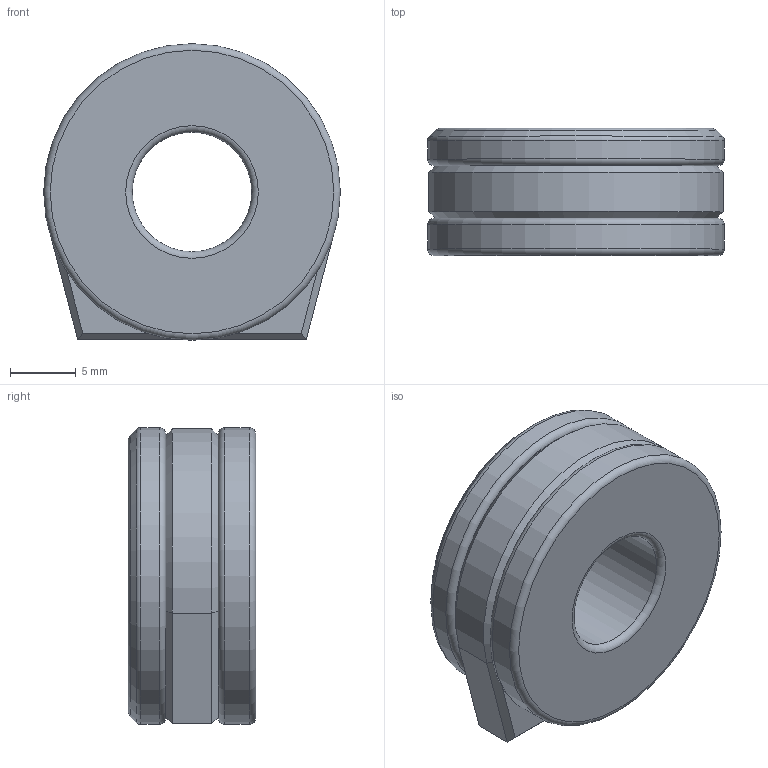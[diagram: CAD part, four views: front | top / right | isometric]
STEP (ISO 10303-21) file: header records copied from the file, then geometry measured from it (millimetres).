
FILE_DESCRIPTION(/* description */ (''),/* implementation_level */ '2;1');
FILE_NAME(/* name */ '20021-014,015_vibration-damper.step',/* time_stamp */ '2020-02-18T10:42:38-07:00',/* author */ (''),/* organization */ (''),/* preprocessor_version */ 'ST-DEVELOPER v18',/* originating_system */ 'Autodesk Translation Framework v8.12.0.6',/* authorisation */ '');
FILE_SCHEMA (('AUTOMOTIVE_DESIGN { 1 0 10303 214 3 1 1 }'));
Length unit declared in the file: millimetre
Products named in the file (1): 20021-014,015_vibration-damper
Bounding box: 22.6 x 9.7 x 22.6 mm (x, y, z)
Volume: 3162.3 mm3; surface area: 2697.6 mm2
Topology: 2 solids, 2 shells, 37 faces, 89 edges, 58 vertices
Faces by surface type: plane 15, torus 9, cylinder 8, cone 5
Full cylindrical faces by diameter (mm): 2.075 x2, 9.1 x1, 16.6 x1, 17.52 x1, 22.6 x2
Entity records: 1236 total; most frequent: CARTESIAN_POINT 259, DIRECTION 216, ORIENTED_EDGE 178, AXIS2_PLACEMENT_3D 91, EDGE_CURVE 89, VERTEX_POINT 58, CIRCLE 53, EDGE_LOOP 47
